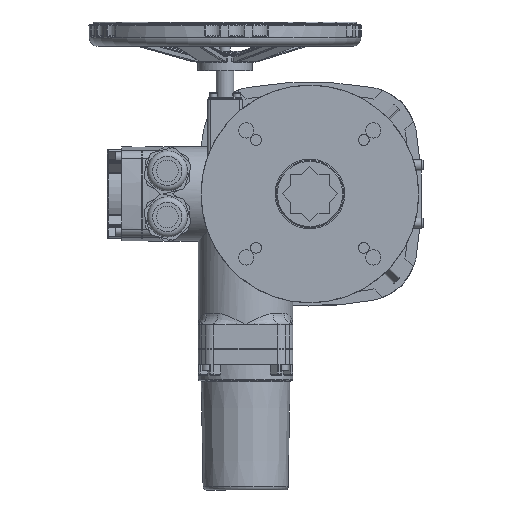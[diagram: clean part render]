
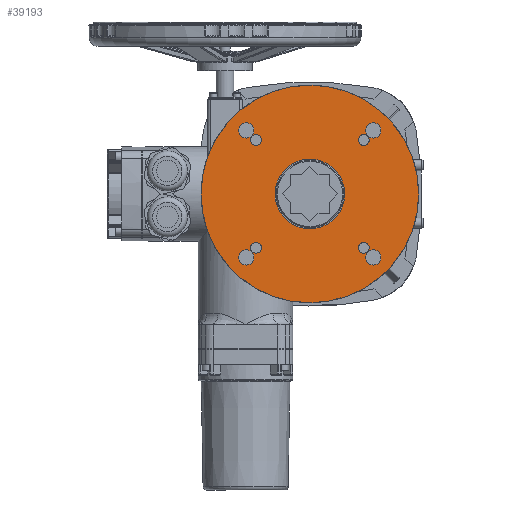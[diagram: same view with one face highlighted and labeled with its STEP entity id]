
A CAD part, front view. The second image highlights one B-rep face of the part: STEP entity #39193.
In plain terms, the highlighted planar face has unit normal (0, -1, 0).
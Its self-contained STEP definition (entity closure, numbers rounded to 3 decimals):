
#2521=FACE_BOUND('',#11593,.T.);
#2522=FACE_BOUND('',#11594,.T.);
#2523=FACE_BOUND('',#11595,.T.);
#2524=FACE_BOUND('',#11596,.T.);
#2525=FACE_BOUND('',#11597,.T.);
#2526=FACE_BOUND('',#11598,.T.);
#2527=FACE_BOUND('',#11599,.T.);
#2528=FACE_BOUND('',#11600,.T.);
#2529=FACE_BOUND('',#11601,.T.);
#3026=PLANE('',#42632);
#9272=FACE_OUTER_BOUND('',#11592,.T.);
#11592=EDGE_LOOP('',(#30262));
#11593=EDGE_LOOP('',(#30263));
#11594=EDGE_LOOP('',(#30264));
#11595=EDGE_LOOP('',(#30265));
#11596=EDGE_LOOP('',(#30266));
#11597=EDGE_LOOP('',(#30267));
#11598=EDGE_LOOP('',(#30268));
#11599=EDGE_LOOP('',(#30269));
#11600=EDGE_LOOP('',(#30270));
#11601=EDGE_LOOP('',(#30271));
#13845=CIRCLE('',#42613,7.);
#13846=CIRCLE('',#42615,7.);
#13847=CIRCLE('',#42617,7.);
#13848=CIRCLE('',#42619,7.);
#13849=CIRCLE('',#42621,5.);
#13850=CIRCLE('',#42623,5.);
#13851=CIRCLE('',#42625,5.);
#13852=CIRCLE('',#42627,5.);
#13853=CIRCLE('',#42629,32.);
#13854=CIRCLE('',#42631,100.);
#16836=VERTEX_POINT('',#73719);
#16837=VERTEX_POINT('',#73723);
#16838=VERTEX_POINT('',#73727);
#16839=VERTEX_POINT('',#73731);
#16840=VERTEX_POINT('',#73735);
#16841=VERTEX_POINT('',#73739);
#16842=VERTEX_POINT('',#73743);
#16843=VERTEX_POINT('',#73747);
#16844=VERTEX_POINT('',#73751);
#16845=VERTEX_POINT('',#73755);
#21504=EDGE_CURVE('',#16836,#16836,#13845,.T.);
#21506=EDGE_CURVE('',#16837,#16837,#13846,.T.);
#21508=EDGE_CURVE('',#16838,#16838,#13847,.T.);
#21510=EDGE_CURVE('',#16839,#16839,#13848,.T.);
#21512=EDGE_CURVE('',#16840,#16840,#13849,.T.);
#21514=EDGE_CURVE('',#16841,#16841,#13850,.T.);
#21516=EDGE_CURVE('',#16842,#16842,#13851,.T.);
#21518=EDGE_CURVE('',#16843,#16843,#13852,.T.);
#21520=EDGE_CURVE('',#16844,#16844,#13853,.T.);
#21522=EDGE_CURVE('',#16845,#16845,#13854,.T.);
#30262=ORIENTED_EDGE('',*,*,#21522,.F.);
#30263=ORIENTED_EDGE('',*,*,#21520,.F.);
#30264=ORIENTED_EDGE('',*,*,#21518,.F.);
#30265=ORIENTED_EDGE('',*,*,#21516,.F.);
#30266=ORIENTED_EDGE('',*,*,#21514,.F.);
#30267=ORIENTED_EDGE('',*,*,#21512,.F.);
#30268=ORIENTED_EDGE('',*,*,#21510,.F.);
#30269=ORIENTED_EDGE('',*,*,#21508,.F.);
#30270=ORIENTED_EDGE('',*,*,#21506,.F.);
#30271=ORIENTED_EDGE('',*,*,#21504,.F.);
#39193=ADVANCED_FACE('',(#9272,#2521,#2522,#2523,#2524,#2525,#2526,#2527,
#2528,#2529),#3026,.F.);
#42613=AXIS2_PLACEMENT_3D('',#73721,#50234,#50235);
#42615=AXIS2_PLACEMENT_3D('',#73725,#50239,#50240);
#42617=AXIS2_PLACEMENT_3D('',#73729,#50244,#50245);
#42619=AXIS2_PLACEMENT_3D('',#73733,#50249,#50250);
#42621=AXIS2_PLACEMENT_3D('',#73737,#50254,#50255);
#42623=AXIS2_PLACEMENT_3D('',#73741,#50259,#50260);
#42625=AXIS2_PLACEMENT_3D('',#73745,#50264,#50265);
#42627=AXIS2_PLACEMENT_3D('',#73749,#50269,#50270);
#42629=AXIS2_PLACEMENT_3D('',#73753,#50274,#50275);
#42631=AXIS2_PLACEMENT_3D('',#73757,#50279,#50280);
#42632=AXIS2_PLACEMENT_3D('',#73758,#50281,#50282);
#50234=DIRECTION('center_axis',(0.,-1.,0.));
#50235=DIRECTION('ref_axis',(1.,0.,0.));
#50239=DIRECTION('center_axis',(0.,-1.,0.));
#50240=DIRECTION('ref_axis',(1.,0.,0.));
#50244=DIRECTION('center_axis',(0.,-1.,0.));
#50245=DIRECTION('ref_axis',(1.,0.,0.));
#50249=DIRECTION('center_axis',(0.,-1.,0.));
#50250=DIRECTION('ref_axis',(1.,0.,0.));
#50254=DIRECTION('center_axis',(0.,-1.,0.));
#50255=DIRECTION('ref_axis',(1.,0.,0.));
#50259=DIRECTION('center_axis',(0.,-1.,0.));
#50260=DIRECTION('ref_axis',(1.,0.,0.));
#50264=DIRECTION('center_axis',(0.,-1.,0.));
#50265=DIRECTION('ref_axis',(1.,0.,0.));
#50269=DIRECTION('center_axis',(0.,-1.,0.));
#50270=DIRECTION('ref_axis',(1.,0.,0.));
#50274=DIRECTION('center_axis',(0.,-1.,0.));
#50275=DIRECTION('ref_axis',(1.,0.,0.));
#50279=DIRECTION('center_axis',(0.,1.,0.));
#50280=DIRECTION('ref_axis',(-1.,0.,0.));
#50281=DIRECTION('center_axis',(0.,1.,0.));
#50282=DIRECTION('ref_axis',(0.,0.,1.));
#73719=CARTESIAN_POINT('',(51.336,0.,-58.336));
#73721=CARTESIAN_POINT('Origin',(58.336,0.,-58.336));
#73723=CARTESIAN_POINT('',(51.336,0.,58.336));
#73725=CARTESIAN_POINT('Origin',(58.336,0.,58.336));
#73727=CARTESIAN_POINT('',(-65.336,0.,58.336));
#73729=CARTESIAN_POINT('Origin',(-58.336,0.,58.336));
#73731=CARTESIAN_POINT('',(-65.336,0.,-58.336));
#73733=CARTESIAN_POINT('Origin',(-58.336,0.,-58.336));
#73735=CARTESIAN_POINT('',(-54.497,0.,-49.497));
#73737=CARTESIAN_POINT('Origin',(-49.497,0.,-49.497));
#73739=CARTESIAN_POINT('',(44.497,0.,-49.497));
#73741=CARTESIAN_POINT('Origin',(49.497,0.,-49.497));
#73743=CARTESIAN_POINT('',(44.497,0.,49.497));
#73745=CARTESIAN_POINT('Origin',(49.497,0.,49.497));
#73747=CARTESIAN_POINT('',(-54.497,0.,49.497));
#73749=CARTESIAN_POINT('Origin',(-49.497,0.,49.497));
#73751=CARTESIAN_POINT('',(-32.,0.,0.));
#73753=CARTESIAN_POINT('Origin',(0.,0.,0.));
#73755=CARTESIAN_POINT('',(100.,0.,0.));
#73757=CARTESIAN_POINT('Origin',(0.,0.,0.));
#73758=CARTESIAN_POINT('Origin',(0.,0.,0.));
